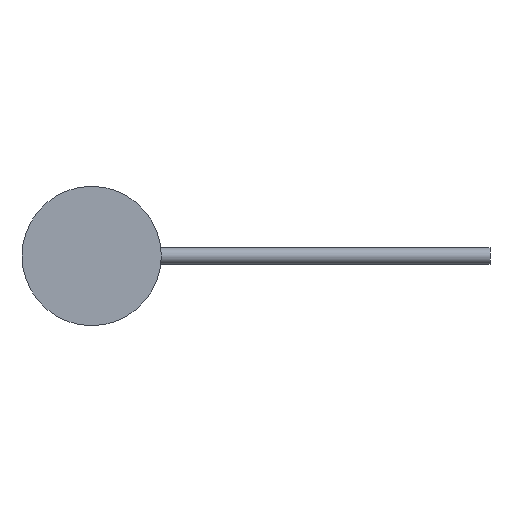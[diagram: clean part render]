
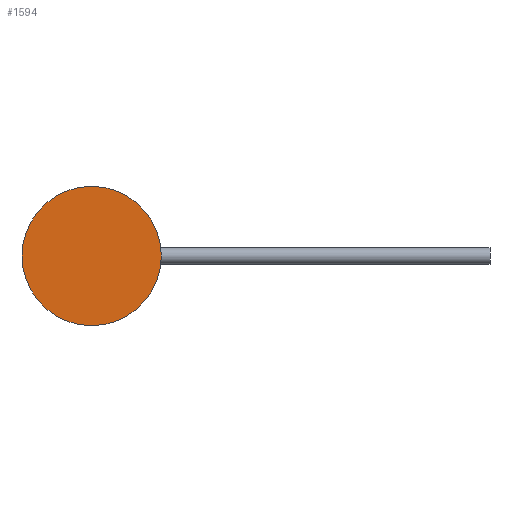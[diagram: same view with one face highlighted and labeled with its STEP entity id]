
A CAD part, front view. The second image highlights one B-rep face of the part: STEP entity #1594.
In plain terms, the highlighted planar face has unit normal (0, -1, 0).
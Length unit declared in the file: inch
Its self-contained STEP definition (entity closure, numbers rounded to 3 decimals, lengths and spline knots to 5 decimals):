
#176 = EDGE_LOOP ( 'NONE', ( #2300, #614 ) ) ;
#181 = EDGE_CURVE ( 'NONE', #5640, #6908, #2259, .T. ) ;
#243 = DIRECTION ( 'NONE',  ( 0., 1., 0. ) ) ;
#279 = DIRECTION ( 'NONE',  ( 0., 1., 0. ) ) ;
#553 = CARTESIAN_POINT ( 'NONE',  ( 0., 0., 0.535 ) ) ;
#614 = ORIENTED_EDGE ( 'NONE', *, *, #5547, .F. ) ;
#873 = CARTESIAN_POINT ( 'NONE',  ( 0., 0., 0. ) ) ;
#1554 = CARTESIAN_POINT ( 'NONE',  ( 0., 0., 0. ) ) ;
#1594 = ADVANCED_FACE ( 'NONE', ( #4699 ), #1926, .F. ) ;
#1887 = CARTESIAN_POINT ( 'NONE',  ( 0., 0., 0. ) ) ;
#1926 = PLANE ( 'NONE',  #4476 ) ;
#2001 = DIRECTION ( 'NONE',  ( 0., 0., 1. ) ) ;
#2259 = CIRCLE ( 'NONE', #6229, 0.535 ) ;
#2300 = ORIENTED_EDGE ( 'NONE', *, *, #181, .F. ) ;
#2631 = AXIS2_PLACEMENT_3D ( 'NONE', #1887, #243, #2676 ) ;
#2676 = DIRECTION ( 'NONE',  ( 0., 0., 1. ) ) ;
#2764 = DIRECTION ( 'NONE',  ( 0., 0., 1. ) ) ;
#4476 = AXIS2_PLACEMENT_3D ( 'NONE', #873, #279, #2001 ) ;
#4699 = FACE_OUTER_BOUND ( 'NONE', #176, .T. ) ;
#4785 = CARTESIAN_POINT ( 'NONE',  ( 0., 0., -0.535 ) ) ;
#5532 = CIRCLE ( 'NONE', #2631, 0.535 ) ;
#5547 = EDGE_CURVE ( 'NONE', #6908, #5640, #5532, .T. ) ;
#5640 = VERTEX_POINT ( 'NONE', #553 ) ;
#6122 = DIRECTION ( 'NONE',  ( 0., 1., 0. ) ) ;
#6229 = AXIS2_PLACEMENT_3D ( 'NONE', #1554, #6122, #2764 ) ;
#6908 = VERTEX_POINT ( 'NONE', #4785 ) ;
